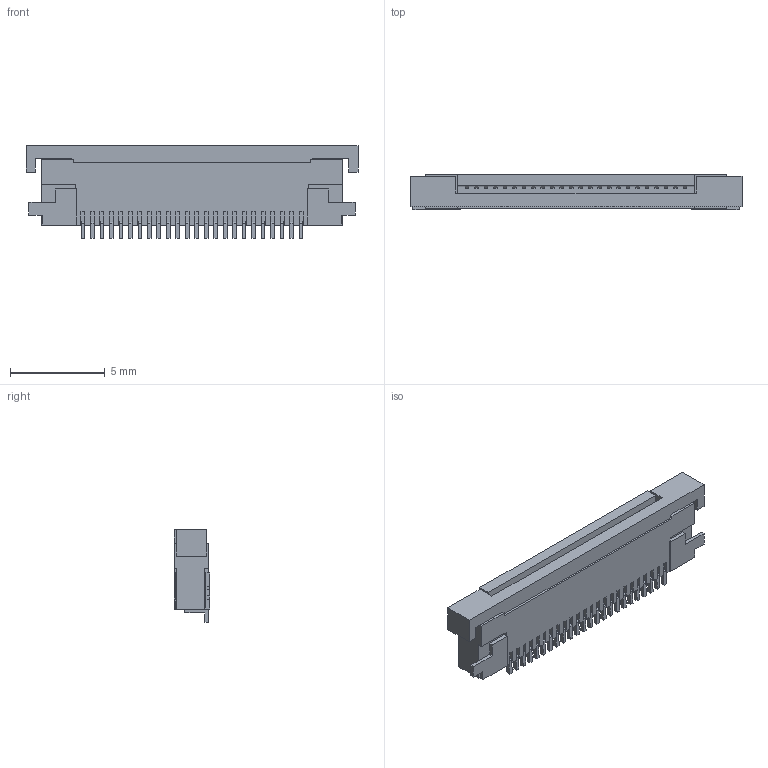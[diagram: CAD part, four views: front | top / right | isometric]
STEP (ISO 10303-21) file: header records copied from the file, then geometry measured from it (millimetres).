
FILE_DESCRIPTION (( 'STEP AP214' ), '1' );
FILE_NAME ('SFV24R-2STE1HLF.STEP', '2023-03-06T14:15:52', ( '' ), ( '' ), 'SwSTEP 2.0', 'SolidWorks 2021', '' );
FILE_SCHEMA (( 'AUTOMOTIVE_DESIGN' ));
Length unit declared in the file: millimetre
Products named in the file (2): SFV24R-2STE1HLF--3DModel-STEP-533217; SFV24R-2STE1HLF
Assembly tree (1 placements, depth 2):
  SFV24R-2STE1HLF
    SFV24R-2STE1HLF--3DModel-STEP-533217
Bounding box: 17.5 x 1.87 x 4.9 mm (x, y, z)
Volume: 109.6 mm3; surface area: 357 mm2
Topology: 1 solids, 1 shells, 508 faces, 1516 edges, 1010 vertices
Faces by surface type: plane 484, cylinder 24
Entity records: 16818 total; most frequent: CARTESIAN_POINT 3038, ORIENTED_EDGE 3032, DIRECTION 2588, EDGE_CURVE 1516, VECTOR 1468, LINE 1468, VERTEX_POINT 1010, AXIS2_PLACEMENT_3D 560
